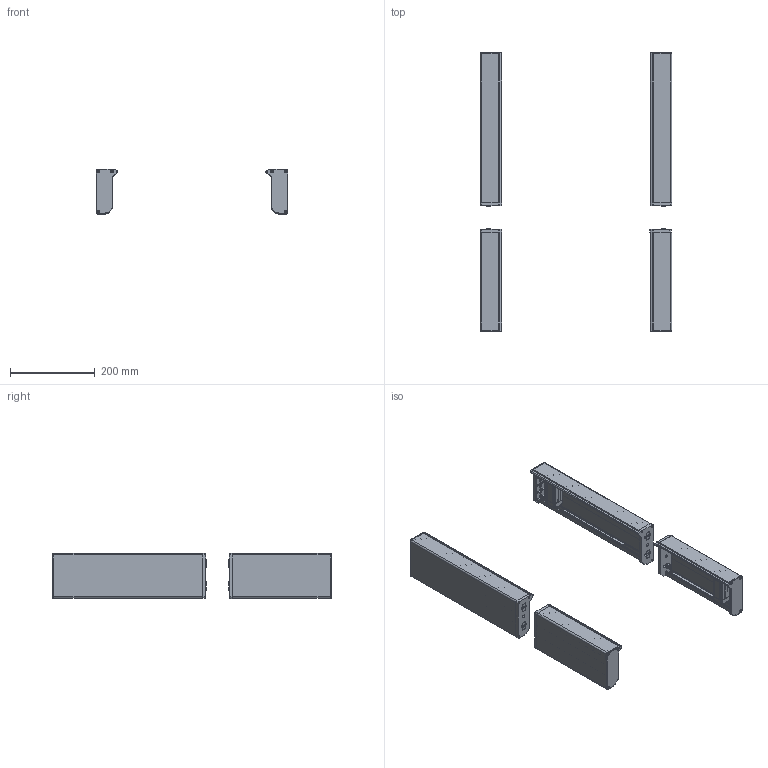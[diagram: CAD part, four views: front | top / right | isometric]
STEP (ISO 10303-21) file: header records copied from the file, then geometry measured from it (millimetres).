
FILE_DESCRIPTION(('STEP AP242'),'1');
FILE_NAME('xuszamt2xt.stp','2021-06-08T13:00:48',('TraceParts'),('TraceParts S.A.'),'Spatial InterOp 3D',' ',' ');
FILE_SCHEMA(('AP242_MANAGED_MODEL_BASED_3D_ENGINEERING_MIM_LF {1 0 10303 442 1 1 4}'));
Length unit declared in the file: millimetre
Products named in the file (1): xuszamt2xt_1
Bounding box: 450 x 656.01 x 106 mm (x, y, z)
Volume: 871879.4 mm3; surface area: 749230.9 mm2
Topology: 112 solids, 112 shells, 6212 faces, 16172 edges, 10332 vertices
Faces by surface type: cylinder 2976, plane 2392, torus 412, bspline 244, sphere 100, cone 88
Entity records: 199685 total; most frequent: CARTESIAN_POINT 41057, DIRECTION 35044, ORIENTED_EDGE 32328, EDGE_CURVE 16164, AXIS2_PLACEMENT_3D 13076, VERTEX_POINT 10332, LINE 8892, VECTOR 8892
